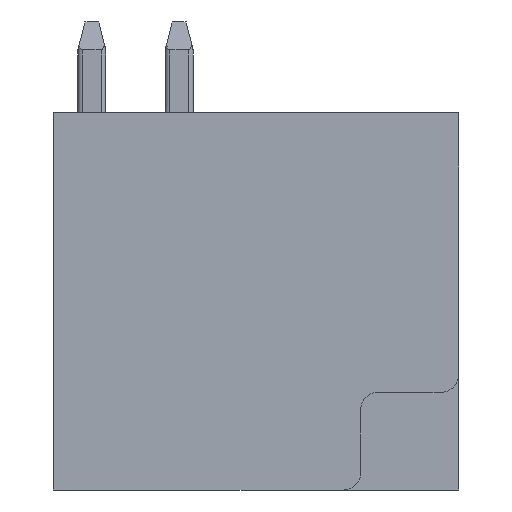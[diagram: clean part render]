
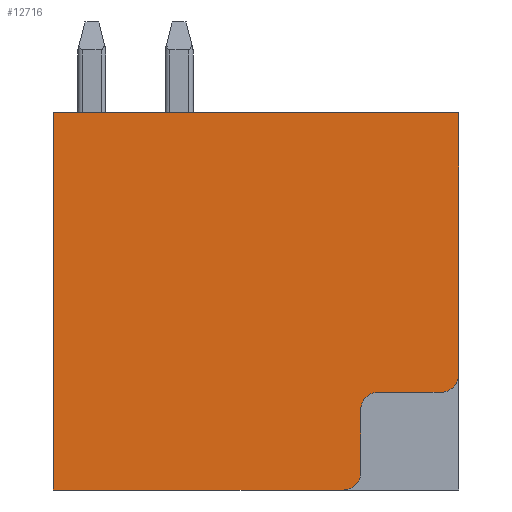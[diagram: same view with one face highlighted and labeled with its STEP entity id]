
A CAD part, front view. The second image highlights one B-rep face of the part: STEP entity #12716.
In plain terms, the highlighted planar face has unit normal (0, -1, 0).
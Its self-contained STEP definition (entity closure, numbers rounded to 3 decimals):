
#1403=CARTESIAN_POINT('',(2.806,-35.,-6.124));
#1404=DIRECTION('',(0.,-1.,0.));
#1405=DIRECTION('',(0.,0.,-1.));
#1406=AXIS2_PLACEMENT_3D('',#1403,#1404,#1405);
#1408=DIRECTION('',(-1.,0.,0.));
#1409=VECTOR('',#1408,8.3);
#1410=CARTESIAN_POINT('',(2.806,-35.,-6.624));
#1411=LINE('',#1410,#1409);
#1412=DIRECTION('',(0.,0.,1.));
#1413=VECTOR('',#1412,10.8);
#1414=CARTESIAN_POINT('',(-5.494,-35.,-6.624));
#1415=LINE('',#1414,#1413);
#1416=DIRECTION('',(1.,0.,0.));
#1417=VECTOR('',#1416,11.6);
#1418=CARTESIAN_POINT('',(-5.494,-35.,4.176));
#1419=LINE('',#1418,#1417);
#1420=DIRECTION('',(0.,0.,-1.));
#1421=VECTOR('',#1420,7.5);
#1422=CARTESIAN_POINT('',(6.106,-35.,4.176));
#1423=LINE('',#1422,#1421);
#1424=CARTESIAN_POINT('',(5.606,-35.,-3.324));
#1425=DIRECTION('',(0.,-1.,0.));
#1426=DIRECTION('',(0.,0.,-1.));
#1427=AXIS2_PLACEMENT_3D('',#1424,#1425,#1426);
#1429=DIRECTION('',(-1.,0.,0.));
#1430=VECTOR('',#1429,1.8);
#1431=CARTESIAN_POINT('',(5.606,-35.,-3.824));
#1432=LINE('',#1431,#1430);
#1433=DIRECTION('',(0.,0.,1.));
#1434=VECTOR('',#1433,1.8);
#1435=CARTESIAN_POINT('',(3.306,-35.,-6.124));
#1436=LINE('',#1435,#1434);
#1454=CARTESIAN_POINT('',(3.806,-35.,-4.324));
#1455=DIRECTION('',(0.,1.,0.));
#1456=DIRECTION('',(-1.,0.,0.));
#1457=AXIS2_PLACEMENT_3D('',#1454,#1455,#1456);
#9435=CARTESIAN_POINT('',(-5.494,-35.,-6.624));
#9436=CARTESIAN_POINT('',(-5.494,-35.,4.176));
#9437=VERTEX_POINT('',#9435);
#9438=VERTEX_POINT('',#9436);
#9439=CARTESIAN_POINT('',(6.106,-35.,4.176));
#9440=VERTEX_POINT('',#9439);
#9473=CARTESIAN_POINT('',(3.306,-35.,-4.324));
#9474=VERTEX_POINT('',#9473);
#9475=CARTESIAN_POINT('',(3.806,-35.,-3.824));
#9476=VERTEX_POINT('',#9475);
#9477=CARTESIAN_POINT('',(2.806,-35.,-6.624));
#9478=CARTESIAN_POINT('',(3.306,-35.,-6.124));
#9479=VERTEX_POINT('',#9477);
#9480=VERTEX_POINT('',#9478);
#9485=CARTESIAN_POINT('',(5.606,-35.,-3.824));
#9487=VERTEX_POINT('',#9485);
#9489=CARTESIAN_POINT('',(6.106,-35.,-3.324));
#9490=VERTEX_POINT('',#9489);
#12695=CARTESIAN_POINT('',(0.,-35.,0.));
#12696=DIRECTION('',(0.,1.,0.));
#12697=DIRECTION('',(1.,0.,0.));
#12698=AXIS2_PLACEMENT_3D('',#12695,#12696,#12697);
#12699=PLANE('',#12698);
#12701=ORIENTED_EDGE('',*,*,#12700,.F.);
#12702=ORIENTED_EDGE('',*,*,#12369,.T.);
#12703=ORIENTED_EDGE('',*,*,#12388,.T.);
#12704=ORIENTED_EDGE('',*,*,#12401,.T.);
#12705=ORIENTED_EDGE('',*,*,#11808,.T.);
#12707=ORIENTED_EDGE('',*,*,#12706,.F.);
#12709=ORIENTED_EDGE('',*,*,#12708,.T.);
#12711=ORIENTED_EDGE('',*,*,#12710,.F.);
#12713=ORIENTED_EDGE('',*,*,#12712,.F.);
#12714=EDGE_LOOP('',(#12701,#12702,#12703,#12704,#12705,#12707,#12709,#12711,
#12713));
#12715=FACE_OUTER_BOUND('',#12714,.F.);
#12716=ADVANCED_FACE('',(#12715),#12699,.F.);
#1407=CIRCLE('',#1406,0.5);
#1428=CIRCLE('',#1427,0.5);
#1458=CIRCLE('',#1457,0.5);
#11808=EDGE_CURVE('',#9440,#9490,#1423,.T.);
#12369=EDGE_CURVE('',#9479,#9437,#1411,.T.);
#12388=EDGE_CURVE('',#9437,#9438,#1415,.T.);
#12401=EDGE_CURVE('',#9438,#9440,#1419,.T.);
#12700=EDGE_CURVE('',#9479,#9480,#1407,.T.);
#12706=EDGE_CURVE('',#9487,#9490,#1428,.T.);
#12708=EDGE_CURVE('',#9487,#9476,#1432,.T.);
#12710=EDGE_CURVE('',#9474,#9476,#1458,.T.);
#12712=EDGE_CURVE('',#9480,#9474,#1436,.T.);
